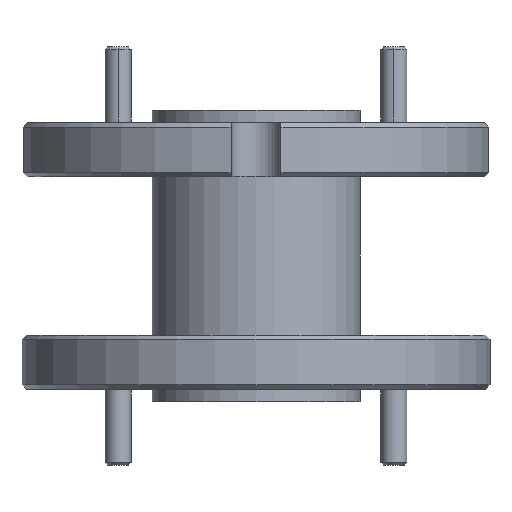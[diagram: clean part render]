
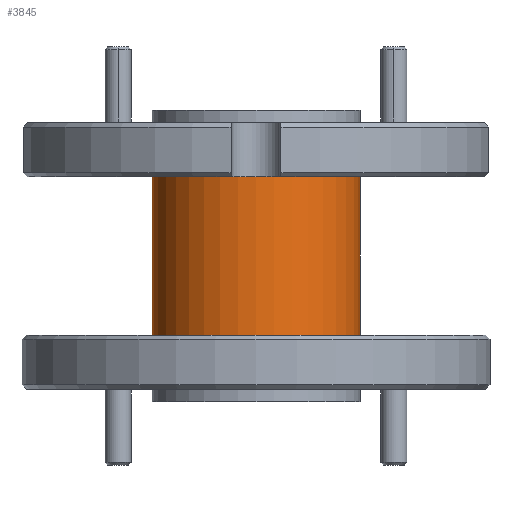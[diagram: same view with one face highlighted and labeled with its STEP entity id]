
A CAD part, front view. The second image highlights one B-rep face of the part: STEP entity #3845.
In plain terms, the highlighted cylindrical face has radius 6.35 mm (diameter 12.7 mm), a partial arc.
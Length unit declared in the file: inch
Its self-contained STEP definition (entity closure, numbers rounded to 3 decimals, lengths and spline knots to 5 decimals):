
#59 = CARTESIAN_POINT ( 'NONE',  ( 0., 0., -0.19 ) ) ;
#121 = EDGE_CURVE ( 'NONE', #4268, #3415, #2448, .T. ) ;
#123 = DIRECTION ( 'NONE',  ( 0., 0., -1. ) ) ;
#265 = DIRECTION ( 'NONE',  ( -1., 0., 0. ) ) ;
#338 = CYLINDRICAL_SURFACE ( 'NONE', #2083, 0.25 ) ;
#403 = CARTESIAN_POINT ( 'NONE',  ( 0.25, 0., 0.19 ) ) ;
#432 = DIRECTION ( 'NONE',  ( 0., 0., -1. ) ) ;
#583 = FACE_OUTER_BOUND ( 'NONE', #1449, .T. ) ;
#697 = VERTEX_POINT ( 'NONE', #2581 ) ;
#728 = DIRECTION ( 'NONE',  ( 0., 0., -1. ) ) ;
#906 = ORIENTED_EDGE ( 'NONE', *, *, #2623, .F. ) ;
#1000 = CARTESIAN_POINT ( 'NONE',  ( -0.25, 0., -0.19 ) ) ;
#1087 = CARTESIAN_POINT ( 'NONE',  ( -0.25, 0., 0.35 ) ) ;
#1317 = EDGE_CURVE ( 'NONE', #3415, #2793, #3489, .T. ) ;
#1449 = EDGE_LOOP ( 'NONE', ( #4009, #906, #3632, #2378 ) ) ;
#1763 = CARTESIAN_POINT ( 'NONE',  ( 0.25, 0., 0.35 ) ) ;
#1834 = CIRCLE ( 'NONE', #3609, 0.25 ) ;
#2083 = AXIS2_PLACEMENT_3D ( 'NONE', #3608, #3804, #265 ) ;
#2112 = CARTESIAN_POINT ( 'NONE',  ( 0., 0., 0.19 ) ) ;
#2347 = LINE ( 'NONE', #1087, #4041 ) ;
#2375 = DIRECTION ( 'NONE',  ( -1., 0., 0. ) ) ;
#2378 = ORIENTED_EDGE ( 'NONE', *, *, #1317, .F. ) ;
#2448 = LINE ( 'NONE', #1763, #2478 ) ;
#2478 = VECTOR ( 'NONE', #432, 39.37008 ) ;
#2581 = CARTESIAN_POINT ( 'NONE',  ( -0.25, 0., 0.19 ) ) ;
#2623 = EDGE_CURVE ( 'NONE', #697, #4268, #1834, .T. ) ;
#2793 = VERTEX_POINT ( 'NONE', #1000 ) ;
#2805 = EDGE_CURVE ( 'NONE', #697, #2793, #2347, .T. ) ;
#2810 = AXIS2_PLACEMENT_3D ( 'NONE', #59, #728, #2375 ) ;
#3078 = DIRECTION ( 'NONE',  ( 1., 0., 0. ) ) ;
#3152 = CARTESIAN_POINT ( 'NONE',  ( 0.25, 0., -0.19 ) ) ;
#3398 = DIRECTION ( 'NONE',  ( 0., 0., 1. ) ) ;
#3415 = VERTEX_POINT ( 'NONE', #3152 ) ;
#3489 = CIRCLE ( 'NONE', #2810, 0.25 ) ;
#3608 = CARTESIAN_POINT ( 'NONE',  ( 0., 0., 0.35 ) ) ;
#3609 = AXIS2_PLACEMENT_3D ( 'NONE', #2112, #3398, #3078 ) ;
#3632 = ORIENTED_EDGE ( 'NONE', *, *, #2805, .T. ) ;
#3804 = DIRECTION ( 'NONE',  ( 0., 0., -1. ) ) ;
#3845 = ADVANCED_FACE ( 'NONE', ( #583 ), #338, .T. ) ;
#4009 = ORIENTED_EDGE ( 'NONE', *, *, #121, .F. ) ;
#4041 = VECTOR ( 'NONE', #123, 39.37008 ) ;
#4268 = VERTEX_POINT ( 'NONE', #403 ) ;
